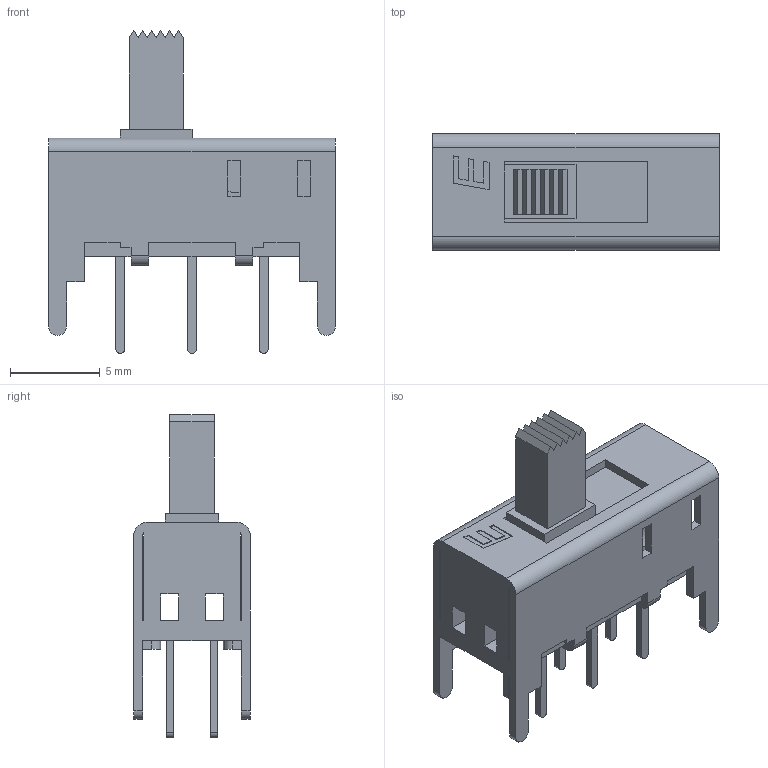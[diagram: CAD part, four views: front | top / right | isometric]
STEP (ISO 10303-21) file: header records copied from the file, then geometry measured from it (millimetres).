
FILE_DESCRIPTION((' '),'2;1');
FILE_NAME('EG2201A.stp','2017-07-26T08:36:13',(' '),(' '),' ','ACIS',' ');
FILE_SCHEMA(('CONFIG_CONTROL_DESIGN'));
Length unit declared in the file: inch
Products named in the file (1): EG2201A.stp
Bounding box: 16 x 6.5 x 18 mm (x, y, z)
Volume: 488.9 mm3; surface area: 1273 mm2
Topology: 1 solids, 1 shells, 179 faces, 506 edges, 334 vertices
Faces by surface type: plane 156, cylinder 23
Full cylindrical faces by diameter (mm): 2.1 x1
Entity records: 5840 total; most frequent: CARTESIAN_POINT 1019, ORIENTED_EDGE 1010, DIRECTION 913, EDGE_CURVE 505, VECTOR 457, LINE 457, VERTEX_POINT 334, AXIS2_PLACEMENT_3D 228
